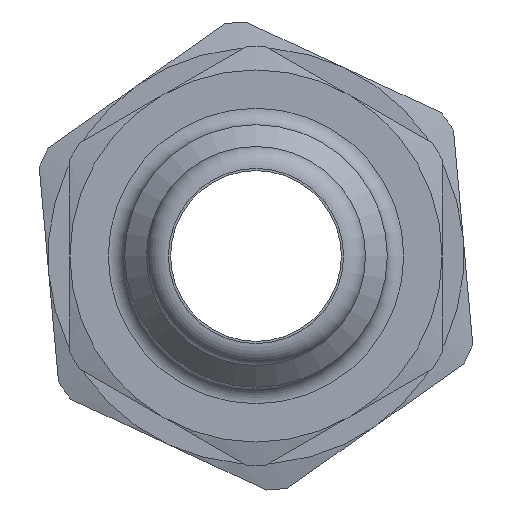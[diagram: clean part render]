
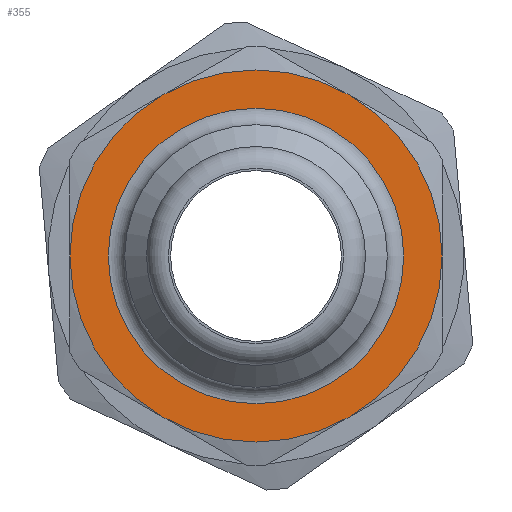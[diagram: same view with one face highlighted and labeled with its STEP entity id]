
A CAD part, left-side view. The second image highlights one B-rep face of the part: STEP entity #355.
In plain terms, the highlighted planar face has unit normal (-1, 0, 0).
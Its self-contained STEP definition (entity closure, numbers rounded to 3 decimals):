
#259=CARTESIAN_POINT('',(20.0,6.75,0.));
#260=VERTEX_POINT('',#259);
#261=CARTESIAN_POINT('',(20.0,0.0,0.0));
#262=DIRECTION('',(-1.0,0.0,0.0));
#263=DIRECTION('',(0.0,-1.0,0.0));
#264=AXIS2_PLACEMENT_3D('',#261,#262,#263);
#265=CIRCLE('',#264,6.75);
#266=EDGE_CURVE('',#260,#260,#265,.T.);
#291=CARTESIAN_POINT('',(20.0,7.25,0.0));
#292=DIRECTION('',(-1.0,0.0,0.0));
#293=DIRECTION('',(0.0,0.0,1.0));
#294=AXIS2_PLACEMENT_3D('',#291,#292,#293);
#295=PLANE('',#294);
#296=CARTESIAN_POINT('',(20.0,8.5,0.0));
#297=VERTEX_POINT('',#296);
#298=CARTESIAN_POINT('',(20.,4.25,7.361));
#299=VERTEX_POINT('',#298);
#300=CARTESIAN_POINT('',(20.0,0.0,0.0));
#301=DIRECTION('',(1.0,0.0,0.0));
#302=DIRECTION('',(0.0,1.0,0.0));
#303=AXIS2_PLACEMENT_3D('',#300,#301,#302);
#304=CIRCLE('',#303,8.5);
#305=EDGE_CURVE('',#297,#299,#304,.T.);
#306=ORIENTED_EDGE('',*,*,#305,.F.);
#307=CARTESIAN_POINT('',(20.,4.25,-7.361));
#308=VERTEX_POINT('',#307);
#309=CARTESIAN_POINT('',(20.0,0.0,0.0));
#310=DIRECTION('',(1.0,0.0,0.0));
#311=DIRECTION('',(0.0,1.0,0.0));
#312=AXIS2_PLACEMENT_3D('',#309,#310,#311);
#313=CIRCLE('',#312,8.5);
#314=EDGE_CURVE('',#308,#297,#313,.T.);
#315=ORIENTED_EDGE('',*,*,#314,.F.);
#316=CARTESIAN_POINT('',(20.,-4.25,-7.361));
#317=VERTEX_POINT('',#316);
#318=CARTESIAN_POINT('',(20.0,0.0,0.0));
#319=DIRECTION('',(1.0,0.0,0.0));
#320=DIRECTION('',(0.0,1.0,0.0));
#321=AXIS2_PLACEMENT_3D('',#318,#319,#320);
#322=CIRCLE('',#321,8.5);
#323=EDGE_CURVE('',#317,#308,#322,.T.);
#324=ORIENTED_EDGE('',*,*,#323,.F.);
#325=CARTESIAN_POINT('',(20.,-8.5,0.));
#326=VERTEX_POINT('',#325);
#327=CARTESIAN_POINT('',(20.0,0.0,0.0));
#328=DIRECTION('',(1.0,0.0,0.0));
#329=DIRECTION('',(0.0,1.0,0.0));
#330=AXIS2_PLACEMENT_3D('',#327,#328,#329);
#331=CIRCLE('',#330,8.5);
#332=EDGE_CURVE('',#326,#317,#331,.T.);
#333=ORIENTED_EDGE('',*,*,#332,.F.);
#334=CARTESIAN_POINT('',(20.,-4.25,7.361));
#335=VERTEX_POINT('',#334);
#336=CARTESIAN_POINT('',(20.0,0.0,0.0));
#337=DIRECTION('',(1.0,0.0,0.0));
#338=DIRECTION('',(0.0,1.0,0.0));
#339=AXIS2_PLACEMENT_3D('',#336,#337,#338);
#340=CIRCLE('',#339,8.5);
#341=EDGE_CURVE('',#335,#326,#340,.T.);
#342=ORIENTED_EDGE('',*,*,#341,.F.);
#343=CARTESIAN_POINT('',(20.0,0.0,0.0));
#344=DIRECTION('',(1.0,0.0,0.0));
#345=DIRECTION('',(0.0,1.0,0.0));
#346=AXIS2_PLACEMENT_3D('',#343,#344,#345);
#347=CIRCLE('',#346,8.5);
#348=EDGE_CURVE('',#299,#335,#347,.T.);
#349=ORIENTED_EDGE('',*,*,#348,.F.);
#350=EDGE_LOOP('',(#306,#315,#324,#333,#342,#349));
#351=FACE_OUTER_BOUND('',#350,.T.);
#352=ORIENTED_EDGE('',*,*,#266,.F.);
#353=EDGE_LOOP('',(#352));
#354=FACE_BOUND('',#353,.T.);
#355=ADVANCED_FACE('',(#351,#354),#295,.T.);
